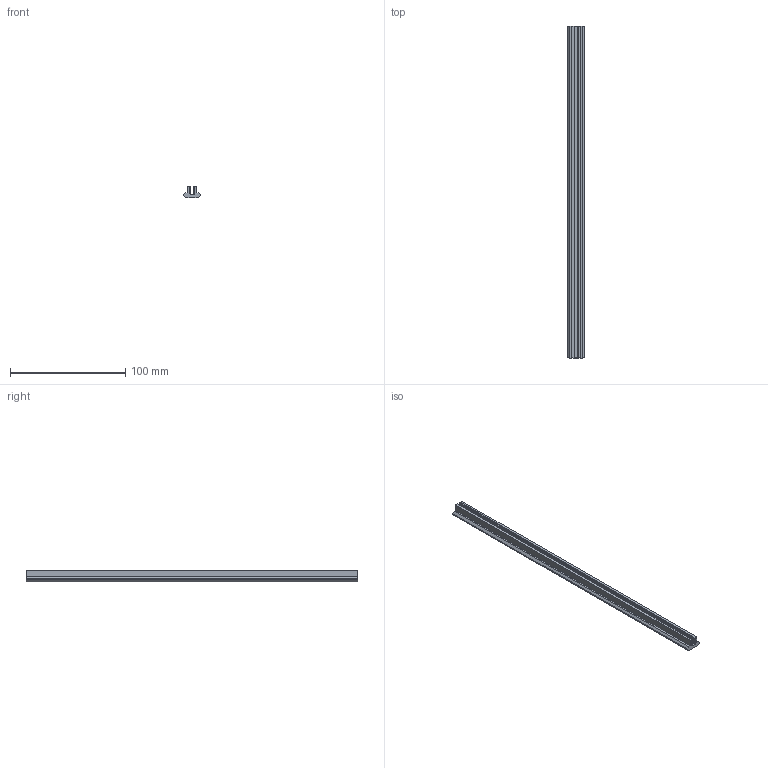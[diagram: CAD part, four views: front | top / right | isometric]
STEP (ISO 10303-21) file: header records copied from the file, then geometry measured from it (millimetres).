
FILE_DESCRIPTION( ( '' ), ' ' );
FILE_NAME( '5a9802005bbf230ef9d9e056.step', '2018-03-01T13:37:04', ( '' ), ( '' ), ' ', ' ', ' ' );
FILE_SCHEMA( ( 'AUTOMOTIVE_DESIGN { 1 0 10303 214 1 1 1 1 }' ) );
Length unit declared in the file: metre
Products named in the file (1): 3700-0145-0288
Bounding box: 14.5 x 288 x 10.2 mm (x, y, z)
Volume: 22758.9 mm3; surface area: 20445.6 mm2
Topology: 1 solids, 1 shells, 100 faces, 294 edges, 196 vertices
Faces by surface type: plane 100
Entity records: 4074 total; most frequent: CARTESIAN_POINT 591, ORIENTED_EDGE 588, DIRECTION 496, EDGE_CURVE 294, LINE 294, VECTOR 294, VERTEX_POINT 196, AXIS2_PLACEMENT_3D 101
